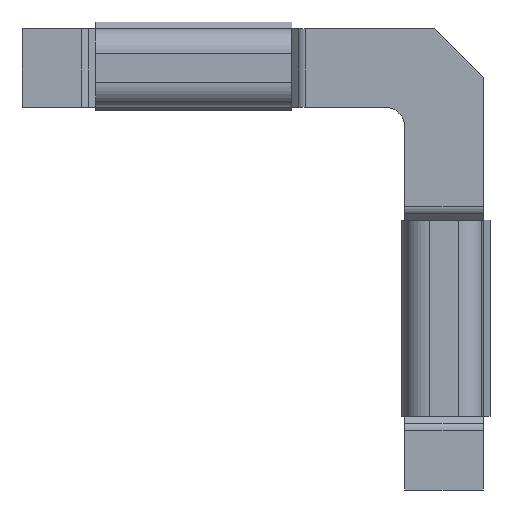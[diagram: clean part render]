
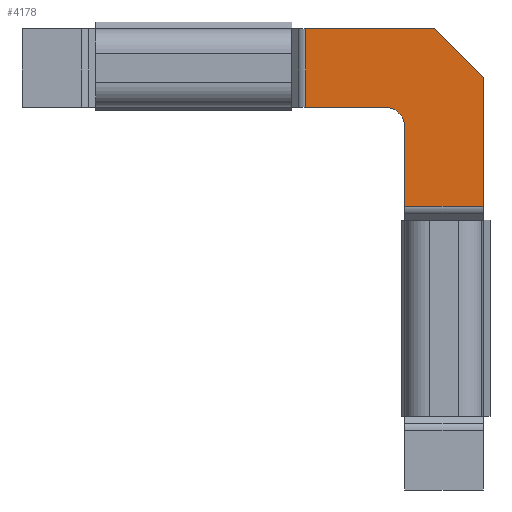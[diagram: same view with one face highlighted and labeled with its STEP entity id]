
A CAD part, front view. The second image highlights one B-rep face of the part: STEP entity #4178.
In plain terms, the highlighted free-form (B-spline) face has degree [1, 1] with [2, 2] control points.
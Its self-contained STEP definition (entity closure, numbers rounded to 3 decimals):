
#4178 = ADVANCED_FACE('',(#4179),#4194,.T.);
#4179 = FACE_BOUND('',#4180,.T.);
#4180 = EDGE_LOOP('',(#4181,#4227,#4242,#4257,#4272,#4287,#4302,#4317));
#4181 = ORIENTED_EDGE('',*,*,#4182,.T.);
#4182 = EDGE_CURVE('',#4183,#4185,#4187,.T.);
#4183 = VERTEX_POINT('',#4184);
#4184 = CARTESIAN_POINT('',(2.15,0.,1.95));
#4185 = VERTEX_POINT('',#4186);
#4186 = CARTESIAN_POINT('',(1.95,0.,2.15));
#4187 = SURFACE_CURVE('',#4188,(#4193),.PCURVE_S1.);
#4188 = CIRCLE('',#4189,0.2);
#4189 = AXIS2_PLACEMENT_3D('',#4190,#4191,#4192);
#4190 = CARTESIAN_POINT('',(1.95,0.,1.95));
#4191 = DIRECTION('',(0.,-1.,0.));
#4192 = DIRECTION('',(1.,0.,0.));
#4193 = PCURVE('',#4194,#4199);
#4194 = B_SPLINE_SURFACE_WITH_KNOTS('',1,1,(
    (#4195,#4196)
    ,(#4197,#4198
    )),.UNSPECIFIED.,.F.,.F.,.F.,(2,2),(2,2),(0.,1.),(0.,1.),
  .PIECEWISE_BEZIER_KNOTS.);
#4195 = CARTESIAN_POINT('',(1.141,0.,1.141));
#4196 = CARTESIAN_POINT('',(2.95,0.,1.141));
#4197 = CARTESIAN_POINT('',(1.141,0.,2.95));
#4198 = CARTESIAN_POINT('',(2.95,0.,2.95));
#4199 = DEFINITIONAL_REPRESENTATION('',(#4200),#4226);
#4200 = B_SPLINE_CURVE_WITH_KNOTS('',3,(#4201,#4202,#4203,#4204,#4205,
    #4206,#4207,#4208,#4209,#4210,#4211,#4212,#4213,#4214,#4215,#4216,
    #4217,#4218,#4219,#4220,#4221,#4222,#4223,#4224,#4225),
  .UNSPECIFIED.,.F.,.F.,(4,1,1,1,1,1,1,1,1,1,1,1,1,1,1,1,1,1,1,1,1,1,4),
  (0.,0.071,0.143,0.214,0.286,
    0.357,0.428,0.5,0.571,
    0.643,0.714,0.785,0.857,
    0.928,1.,1.071,1.142,
    1.214,1.285,1.357,1.428,
    1.499,1.571),.QUASI_UNIFORM_KNOTS.);
#4201 = CARTESIAN_POINT('',(0.447,0.558));
#4202 = CARTESIAN_POINT('',(0.45,0.558));
#4203 = CARTESIAN_POINT('',(0.455,0.557));
#4204 = CARTESIAN_POINT('',(0.463,0.557));
#4205 = CARTESIAN_POINT('',(0.471,0.555));
#4206 = CARTESIAN_POINT('',(0.478,0.553));
#4207 = CARTESIAN_POINT('',(0.486,0.551));
#4208 = CARTESIAN_POINT('',(0.493,0.548));
#4209 = CARTESIAN_POINT('',(0.5,0.544));
#4210 = CARTESIAN_POINT('',(0.507,0.54));
#4211 = CARTESIAN_POINT('',(0.513,0.536));
#4212 = CARTESIAN_POINT('',(0.52,0.531));
#4213 = CARTESIAN_POINT('',(0.525,0.525));
#4214 = CARTESIAN_POINT('',(0.531,0.52));
#4215 = CARTESIAN_POINT('',(0.536,0.513));
#4216 = CARTESIAN_POINT('',(0.54,0.507));
#4217 = CARTESIAN_POINT('',(0.544,0.5));
#4218 = CARTESIAN_POINT('',(0.548,0.493));
#4219 = CARTESIAN_POINT('',(0.551,0.486));
#4220 = CARTESIAN_POINT('',(0.553,0.478));
#4221 = CARTESIAN_POINT('',(0.555,0.471));
#4222 = CARTESIAN_POINT('',(0.557,0.463));
#4223 = CARTESIAN_POINT('',(0.557,0.455));
#4224 = CARTESIAN_POINT('',(0.558,0.45));
#4225 = CARTESIAN_POINT('',(0.558,0.447));
#4226 = ( GEOMETRIC_REPRESENTATION_CONTEXT(2) 
PARAMETRIC_REPRESENTATION_CONTEXT() REPRESENTATION_CONTEXT('2D SPACE',''
  ) );
#4227 = ORIENTED_EDGE('',*,*,#4228,.T.);
#4228 = EDGE_CURVE('',#4185,#4229,#4231,.T.);
#4229 = VERTEX_POINT('',#4230);
#4230 = CARTESIAN_POINT('',(1.141,0.,2.15));
#4231 = SURFACE_CURVE('',#4232,(#4236),.PCURVE_S1.);
#4232 = LINE('',#4233,#4234);
#4233 = CARTESIAN_POINT('',(1.95,0.,2.15));
#4234 = VECTOR('',#4235,1.);
#4235 = DIRECTION('',(-1.,0.,0.));
#4236 = PCURVE('',#4194,#4237);
#4237 = DEFINITIONAL_REPRESENTATION('',(#4238),#4241);
#4238 = B_SPLINE_CURVE_WITH_KNOTS('',1,(#4239,#4240),.UNSPECIFIED.,.F.,
  .F.,(2,2),(0.,0.809),.PIECEWISE_BEZIER_KNOTS.);
#4239 = CARTESIAN_POINT('',(0.558,0.447));
#4240 = CARTESIAN_POINT('',(0.558,0.));
#4241 = ( GEOMETRIC_REPRESENTATION_CONTEXT(2) 
PARAMETRIC_REPRESENTATION_CONTEXT() REPRESENTATION_CONTEXT('2D SPACE',''
  ) );
#4242 = ORIENTED_EDGE('',*,*,#4243,.T.);
#4243 = EDGE_CURVE('',#4229,#4244,#4246,.T.);
#4244 = VERTEX_POINT('',#4245);
#4245 = CARTESIAN_POINT('',(1.141,0.,2.95));
#4246 = SURFACE_CURVE('',#4247,(#4251),.PCURVE_S1.);
#4247 = LINE('',#4248,#4249);
#4248 = CARTESIAN_POINT('',(1.141,0.,2.15));
#4249 = VECTOR('',#4250,1.);
#4250 = DIRECTION('',(0.,0.,1.));
#4251 = PCURVE('',#4194,#4252);
#4252 = DEFINITIONAL_REPRESENTATION('',(#4253),#4256);
#4253 = B_SPLINE_CURVE_WITH_KNOTS('',1,(#4254,#4255),.UNSPECIFIED.,.F.,
  .F.,(2,2),(0.,0.8),.PIECEWISE_BEZIER_KNOTS.);
#4254 = CARTESIAN_POINT('',(0.558,0.));
#4255 = CARTESIAN_POINT('',(1.,0.));
#4256 = ( GEOMETRIC_REPRESENTATION_CONTEXT(2) 
PARAMETRIC_REPRESENTATION_CONTEXT() REPRESENTATION_CONTEXT('2D SPACE',''
  ) );
#4257 = ORIENTED_EDGE('',*,*,#4258,.T.);
#4258 = EDGE_CURVE('',#4244,#4259,#4261,.T.);
#4259 = VERTEX_POINT('',#4260);
#4260 = CARTESIAN_POINT('',(2.45,0.,2.95));
#4261 = SURFACE_CURVE('',#4262,(#4266),.PCURVE_S1.);
#4262 = LINE('',#4263,#4264);
#4263 = CARTESIAN_POINT('',(1.141,0.,2.95));
#4264 = VECTOR('',#4265,1.);
#4265 = DIRECTION('',(1.,0.,0.));
#4266 = PCURVE('',#4194,#4267);
#4267 = DEFINITIONAL_REPRESENTATION('',(#4268),#4271);
#4268 = B_SPLINE_CURVE_WITH_KNOTS('',1,(#4269,#4270),.UNSPECIFIED.,.F.,
  .F.,(2,2),(0.,1.309),.PIECEWISE_BEZIER_KNOTS.);
#4269 = CARTESIAN_POINT('',(1.,0.));
#4270 = CARTESIAN_POINT('',(1.,0.724));
#4271 = ( GEOMETRIC_REPRESENTATION_CONTEXT(2) 
PARAMETRIC_REPRESENTATION_CONTEXT() REPRESENTATION_CONTEXT('2D SPACE',''
  ) );
#4272 = ORIENTED_EDGE('',*,*,#4273,.T.);
#4273 = EDGE_CURVE('',#4259,#4274,#4276,.T.);
#4274 = VERTEX_POINT('',#4275);
#4275 = CARTESIAN_POINT('',(2.95,0.,2.45));
#4276 = SURFACE_CURVE('',#4277,(#4281),.PCURVE_S1.);
#4277 = LINE('',#4278,#4279);
#4278 = CARTESIAN_POINT('',(2.45,0.,2.95));
#4279 = VECTOR('',#4280,1.);
#4280 = DIRECTION('',(0.707,0.,-0.707));
#4281 = PCURVE('',#4194,#4282);
#4282 = DEFINITIONAL_REPRESENTATION('',(#4283),#4286);
#4283 = B_SPLINE_CURVE_WITH_KNOTS('',1,(#4284,#4285),.UNSPECIFIED.,.F.,
  .F.,(2,2),(0.,0.707),.PIECEWISE_BEZIER_KNOTS.);
#4284 = CARTESIAN_POINT('',(1.,0.724));
#4285 = CARTESIAN_POINT('',(0.724,1.));
#4286 = ( GEOMETRIC_REPRESENTATION_CONTEXT(2) 
PARAMETRIC_REPRESENTATION_CONTEXT() REPRESENTATION_CONTEXT('2D SPACE',''
  ) );
#4287 = ORIENTED_EDGE('',*,*,#4288,.T.);
#4288 = EDGE_CURVE('',#4274,#4289,#4291,.T.);
#4289 = VERTEX_POINT('',#4290);
#4290 = CARTESIAN_POINT('',(2.95,0.,1.141));
#4291 = SURFACE_CURVE('',#4292,(#4296),.PCURVE_S1.);
#4292 = LINE('',#4293,#4294);
#4293 = CARTESIAN_POINT('',(2.95,0.,2.45));
#4294 = VECTOR('',#4295,1.);
#4295 = DIRECTION('',(0.,0.,-1.));
#4296 = PCURVE('',#4194,#4297);
#4297 = DEFINITIONAL_REPRESENTATION('',(#4298),#4301);
#4298 = B_SPLINE_CURVE_WITH_KNOTS('',1,(#4299,#4300),.UNSPECIFIED.,.F.,
  .F.,(2,2),(0.,1.309),.PIECEWISE_BEZIER_KNOTS.);
#4299 = CARTESIAN_POINT('',(0.724,1.));
#4300 = CARTESIAN_POINT('',(0.,1.));
#4301 = ( GEOMETRIC_REPRESENTATION_CONTEXT(2) 
PARAMETRIC_REPRESENTATION_CONTEXT() REPRESENTATION_CONTEXT('2D SPACE',''
  ) );
#4302 = ORIENTED_EDGE('',*,*,#4303,.T.);
#4303 = EDGE_CURVE('',#4289,#4304,#4306,.T.);
#4304 = VERTEX_POINT('',#4305);
#4305 = CARTESIAN_POINT('',(2.15,0.,1.141));
#4306 = SURFACE_CURVE('',#4307,(#4311),.PCURVE_S1.);
#4307 = LINE('',#4308,#4309);
#4308 = CARTESIAN_POINT('',(2.95,0.,1.141));
#4309 = VECTOR('',#4310,1.);
#4310 = DIRECTION('',(-1.,0.,0.));
#4311 = PCURVE('',#4194,#4312);
#4312 = DEFINITIONAL_REPRESENTATION('',(#4313),#4316);
#4313 = B_SPLINE_CURVE_WITH_KNOTS('',1,(#4314,#4315),.UNSPECIFIED.,.F.,
  .F.,(2,2),(0.,0.8),.PIECEWISE_BEZIER_KNOTS.);
#4314 = CARTESIAN_POINT('',(0.,1.));
#4315 = CARTESIAN_POINT('',(0.,0.558));
#4316 = ( GEOMETRIC_REPRESENTATION_CONTEXT(2) 
PARAMETRIC_REPRESENTATION_CONTEXT() REPRESENTATION_CONTEXT('2D SPACE',''
  ) );
#4317 = ORIENTED_EDGE('',*,*,#4318,.T.);
#4318 = EDGE_CURVE('',#4304,#4183,#4319,.T.);
#4319 = SURFACE_CURVE('',#4320,(#4324),.PCURVE_S1.);
#4320 = LINE('',#4321,#4322);
#4321 = CARTESIAN_POINT('',(2.15,0.,1.141));
#4322 = VECTOR('',#4323,1.);
#4323 = DIRECTION('',(0.,0.,1.));
#4324 = PCURVE('',#4194,#4325);
#4325 = DEFINITIONAL_REPRESENTATION('',(#4326),#4329);
#4326 = B_SPLINE_CURVE_WITH_KNOTS('',1,(#4327,#4328),.UNSPECIFIED.,.F.,
  .F.,(2,2),(0.,0.809),.PIECEWISE_BEZIER_KNOTS.);
#4327 = CARTESIAN_POINT('',(0.,0.558));
#4328 = CARTESIAN_POINT('',(0.447,0.558));
#4329 = ( GEOMETRIC_REPRESENTATION_CONTEXT(2) 
PARAMETRIC_REPRESENTATION_CONTEXT() REPRESENTATION_CONTEXT('2D SPACE',''
  ) );
